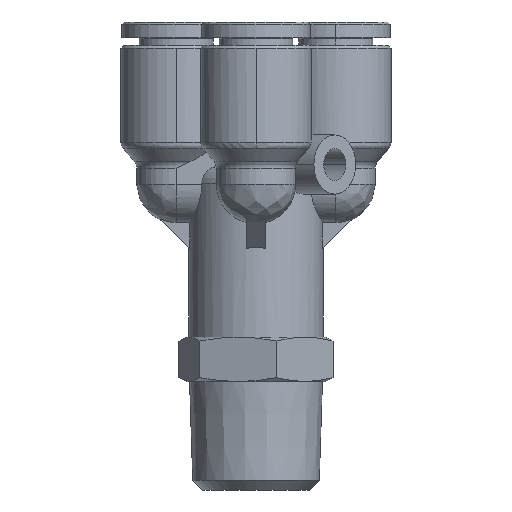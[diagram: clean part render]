
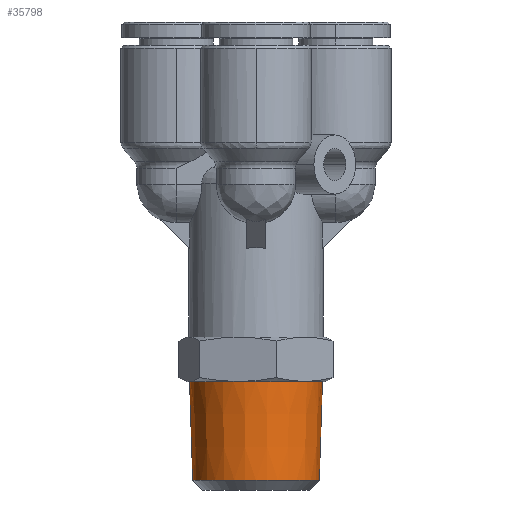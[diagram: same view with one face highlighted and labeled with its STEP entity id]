
A CAD part, front view. The second image highlights one B-rep face of the part: STEP entity #35798.
In plain terms, the highlighted conical face has half-angle 1.791 degrees and reference radius 6.734 mm.
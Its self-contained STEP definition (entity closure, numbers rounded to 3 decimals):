
#583 = VERTEX_POINT ( 'NONE', #6851 ) ;
#1126 = DIRECTION ( 'NONE',  ( -1., 0., 0. ) ) ;
#1209 = CARTESIAN_POINT ( 'NONE',  ( 22.868, 0., -21.976 ) ) ;
#1245 = CARTESIAN_POINT ( 'NONE',  ( 22.868, 0., -21.976 ) ) ;
#1465 = DIRECTION ( 'NONE',  ( 0., 0., 1. ) ) ;
#1582 = CARTESIAN_POINT ( 'NONE',  ( 22.868, 0., -28.711 ) ) ;
#1587 = EDGE_CURVE ( 'NONE', #16384, #22401, #10534, .T. ) ;
#1780 = CARTESIAN_POINT ( 'NONE',  ( 22.868, 0., -15.242 ) ) ;
#3964 = DIRECTION ( 'NONE',  ( 0., -0.707, 0.707 ) ) ;
#5306 = FACE_OUTER_BOUND ( 'NONE', #21102, .T. ) ;
#6369 = LINE ( 'NONE', #16431, #22862 ) ;
#6851 = CARTESIAN_POINT ( 'NONE',  ( 32.868, 0., -28.398 ) ) ;
#10299 = DIRECTION ( 'NONE',  ( 0., 0., 1. ) ) ;
#10534 = CIRCLE ( 'NONE', #31612, 6.734 ) ;
#11971 = CARTESIAN_POINT ( 'NONE',  ( 32.868, 0., -15.555 ) ) ;
#12751 = AXIS2_PLACEMENT_3D ( 'NONE', #28833, #1126, #3964 ) ;
#16305 = DIRECTION ( 'NONE',  ( -1., 0., 0.031 ) ) ;
#16315 = DIRECTION ( 'NONE',  ( -1., 0., -0.031 ) ) ;
#16384 = VERTEX_POINT ( 'NONE', #1780 ) ;
#16431 = CARTESIAN_POINT ( 'NONE',  ( 22.868, 0., -15.242 ) ) ;
#21090 = EDGE_CURVE ( 'NONE', #583, #22401, #23379, .T. ) ;
#21102 = EDGE_LOOP ( 'NONE', ( #33248, #33630, #26004, #29053 ) ) ;
#22068 = EDGE_CURVE ( 'NONE', #31323, #16384, #6369, .T. ) ;
#22401 = VERTEX_POINT ( 'NONE', #29362 ) ;
#22853 = EDGE_CURVE ( 'NONE', #583, #31323, #32374, .T. ) ;
#22862 = VECTOR ( 'NONE', #16305, 1000. ) ;
#23379 = LINE ( 'NONE', #1582, #26347 ) ;
#23847 = DIRECTION ( 'NONE',  ( -1., 0., 0. ) ) ;
#26004 = ORIENTED_EDGE ( 'NONE', *, *, #22068, .T. ) ;
#26347 = VECTOR ( 'NONE', #16315, 1000. ) ;
#28833 = CARTESIAN_POINT ( 'NONE',  ( 32.868, 0., -21.976 ) ) ;
#29053 = ORIENTED_EDGE ( 'NONE', *, *, #1587, .T. ) ;
#29362 = CARTESIAN_POINT ( 'NONE',  ( 22.868, 0., -28.711 ) ) ;
#30022 = AXIS2_PLACEMENT_3D ( 'NONE', #1245, #23847, #10299 ) ;
#31323 = VERTEX_POINT ( 'NONE', #11971 ) ;
#31612 = AXIS2_PLACEMENT_3D ( 'NONE', #1209, #34741, #1465 ) ;
#32374 = CIRCLE ( 'NONE', #12751, 6.422 ) ;
#33248 = ORIENTED_EDGE ( 'NONE', *, *, #21090, .F. ) ;
#33630 = ORIENTED_EDGE ( 'NONE', *, *, #22853, .T. ) ;
#34376 = CONICAL_SURFACE ( 'NONE', #30022, 6.734, 0.031 ) ;
#34741 = DIRECTION ( 'NONE',  ( 1., 0., 0. ) ) ;
#35798 = ADVANCED_FACE ( 'NONE', ( #5306 ), #34376, .T. ) ;
